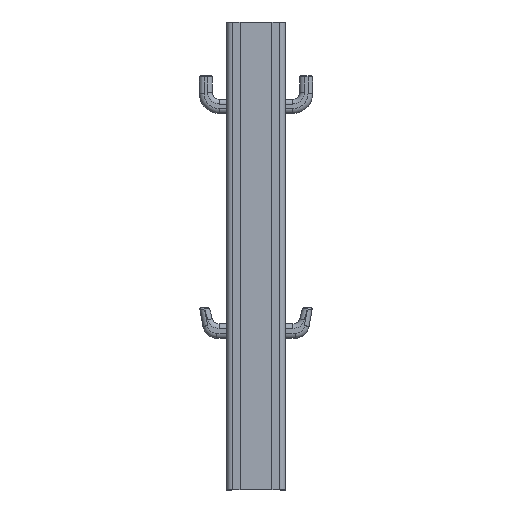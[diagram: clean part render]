
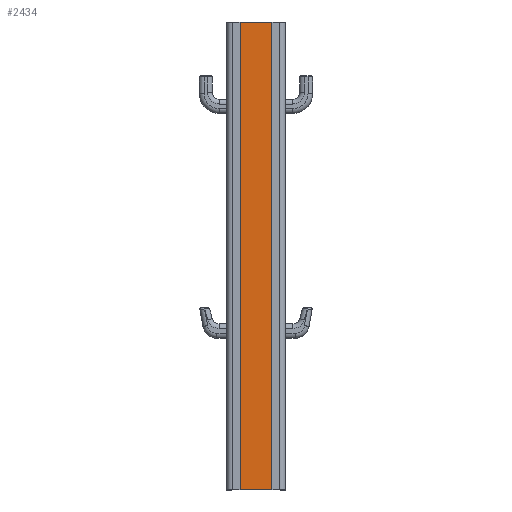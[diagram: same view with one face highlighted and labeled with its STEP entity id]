
A CAD part, front view. The second image highlights one B-rep face of the part: STEP entity #2434.
In plain terms, the highlighted planar face has unit normal (0, -1, 0).
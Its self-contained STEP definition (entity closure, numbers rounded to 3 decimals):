
#81=PLANE('',#2627);
#138=FACE_OUTER_BOUND('',#290,.T.);
#290=EDGE_LOOP('',(#1705,#1706,#1707,#1708));
#442=LINE('',#3786,#642);
#472=LINE('',#3874,#672);
#475=LINE('',#3880,#675);
#476=LINE('',#3882,#676);
#642=VECTOR('',#2943,10.);
#672=VECTOR('',#3021,10.);
#675=VECTOR('',#3028,10.);
#676=VECTOR('',#3031,10.);
#1008=VERTEX_POINT('',#3783);
#1009=VERTEX_POINT('',#3785);
#1042=VERTEX_POINT('',#3871);
#1043=VERTEX_POINT('',#3873);
#1250=EDGE_CURVE('',#1008,#1009,#442,.T.);
#1295=EDGE_CURVE('',#1042,#1043,#472,.T.);
#1299=EDGE_CURVE('',#1009,#1042,#475,.T.);
#1300=EDGE_CURVE('',#1008,#1043,#476,.T.);
#1705=ORIENTED_EDGE('',*,*,#1295,.F.);
#1706=ORIENTED_EDGE('',*,*,#1299,.F.);
#1707=ORIENTED_EDGE('',*,*,#1250,.F.);
#1708=ORIENTED_EDGE('',*,*,#1300,.T.);
#2434=ADVANCED_FACE('',(#138),#81,.F.);
#2627=AXIS2_PLACEMENT_3D('',#3881,#3029,#3030);
#2943=DIRECTION('',(1.,0.,0.));
#3021=DIRECTION('',(-1.,0.,0.));
#3028=DIRECTION('',(0.,0.,-1.));
#3029=DIRECTION('center_axis',(0.,1.,0.));
#3030=DIRECTION('ref_axis',(1.,0.,0.));
#3031=DIRECTION('',(0.,0.,-1.));
#3783=CARTESIAN_POINT('',(-10.,-2.,198.));
#3785=CARTESIAN_POINT('',(10.,-2.,198.));
#3786=CARTESIAN_POINT('',(-5.,-2.,198.));
#3871=CARTESIAN_POINT('',(10.,-2.,0.));
#3873=CARTESIAN_POINT('',(-10.,-2.,0.));
#3874=CARTESIAN_POINT('',(-5.,-2.,0.));
#3880=CARTESIAN_POINT('',(10.,-2.,198.));
#3881=CARTESIAN_POINT('Origin',(-10.,-2.,198.));
#3882=CARTESIAN_POINT('',(-10.,-2.,198.));
